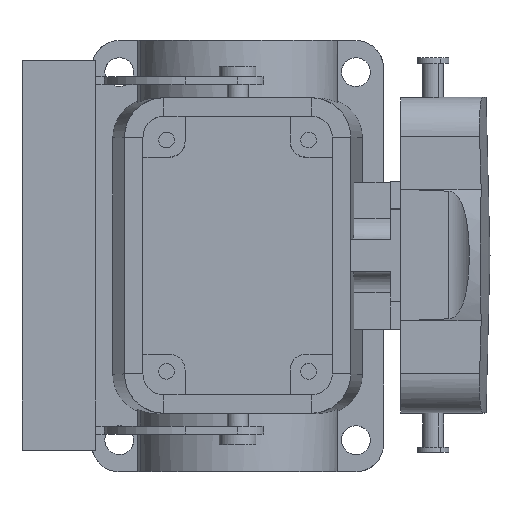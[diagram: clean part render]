
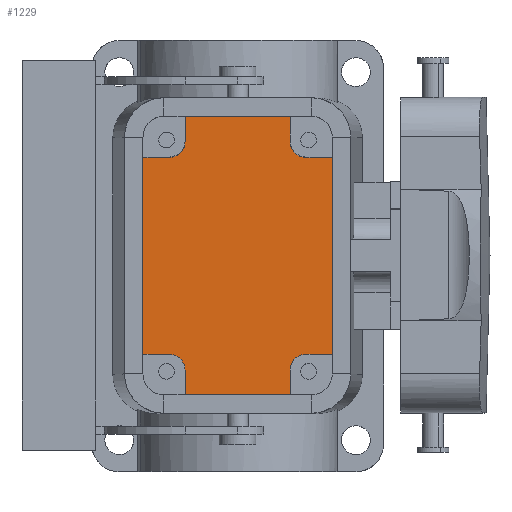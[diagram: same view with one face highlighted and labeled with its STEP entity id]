
A CAD part, top view. The second image highlights one B-rep face of the part: STEP entity #1229.
In plain terms, the highlighted planar face has unit normal (0, 0, 1).
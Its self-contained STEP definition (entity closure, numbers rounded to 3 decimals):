
#1070=AXIS2_PLACEMENT_3D('Plane Axis2P3D',#1067,#1068,#1069) ;
#258=CARTESIAN_POINT('Line Origine',(41.,67.5,5.5)) ;
#262=CARTESIAN_POINT('Vertex',(51.,67.5,5.5)) ;
#264=CARTESIAN_POINT('Vertex',(31.,67.5,5.5)) ;
#1067=CARTESIAN_POINT('Axis2P3D Location',(41.,41.,5.5)) ;
#1073=CARTESIAN_POINT('Control Point',(28.,22.25,5.5)) ;
#1074=CARTESIAN_POINT('Control Point',(28.339,22.25,5.5)) ;
#1075=CARTESIAN_POINT('Control Point',(28.679,22.202,5.5)) ;
#1076=CARTESIAN_POINT('Control Point',(29.009,22.106,5.5)) ;
#1077=CARTESIAN_POINT('Control Point',(29.634,21.823,5.5)) ;
#1078=CARTESIAN_POINT('Control Point',(30.155,21.378,5.5)) ;
#1079=CARTESIAN_POINT('Control Point',(30.383,21.12,5.5)) ;
#1080=CARTESIAN_POINT('Control Point',(30.717,20.611,5.5)) ;
#1081=CARTESIAN_POINT('Control Point',(30.913,20.037,5.5)) ;
#1082=CARTESIAN_POINT('Control Point',(30.971,19.777,5.5)) ;
#1083=CARTESIAN_POINT('Control Point',(31.,19.514,5.5)) ;
#1084=CARTESIAN_POINT('Control Point',(31.,19.25,5.5)) ;
#1085=CARTESIAN_POINT('Vertex',(31.,19.25,5.5)) ;
#1087=CARTESIAN_POINT('Vertex',(28.,22.25,5.5)) ;
#1090=CARTESIAN_POINT('Line Origine',(31.,16.875,5.5)) ;
#1094=CARTESIAN_POINT('Vertex',(31.,14.5,5.5)) ;
#1097=CARTESIAN_POINT('Line Origine',(41.,14.5,5.5)) ;
#1101=CARTESIAN_POINT('Vertex',(51.,14.5,5.5)) ;
#1104=CARTESIAN_POINT('Line Origine',(51.,16.875,5.5)) ;
#1108=CARTESIAN_POINT('Vertex',(51.,19.25,5.5)) ;
#1112=CARTESIAN_POINT('Control Point',(51.,19.25,5.5)) ;
#1113=CARTESIAN_POINT('Control Point',(51.,19.589,5.5)) ;
#1114=CARTESIAN_POINT('Control Point',(51.048,19.929,5.5)) ;
#1115=CARTESIAN_POINT('Control Point',(51.144,20.259,5.5)) ;
#1116=CARTESIAN_POINT('Control Point',(51.427,20.884,5.5)) ;
#1117=CARTESIAN_POINT('Control Point',(51.872,21.405,5.5)) ;
#1118=CARTESIAN_POINT('Control Point',(52.13,21.633,5.5)) ;
#1119=CARTESIAN_POINT('Control Point',(52.639,21.967,5.5)) ;
#1120=CARTESIAN_POINT('Control Point',(53.213,22.163,5.5)) ;
#1121=CARTESIAN_POINT('Control Point',(53.473,22.221,5.5)) ;
#1122=CARTESIAN_POINT('Control Point',(53.736,22.25,5.5)) ;
#1123=CARTESIAN_POINT('Control Point',(54.,22.25,5.5)) ;
#1124=CARTESIAN_POINT('Vertex',(54.,22.25,5.5)) ;
#1127=CARTESIAN_POINT('Line Origine',(56.5,22.25,5.5)) ;
#1131=CARTESIAN_POINT('Vertex',(59.,22.25,5.5)) ;
#1134=CARTESIAN_POINT('Line Origine',(59.,41.,5.5)) ;
#1138=CARTESIAN_POINT('Vertex',(59.,59.75,5.5)) ;
#1141=CARTESIAN_POINT('Line Origine',(56.5,59.75,5.5)) ;
#1145=CARTESIAN_POINT('Vertex',(54.,59.75,5.5)) ;
#1149=CARTESIAN_POINT('Control Point',(54.,59.75,5.5)) ;
#1150=CARTESIAN_POINT('Control Point',(53.661,59.75,5.5)) ;
#1151=CARTESIAN_POINT('Control Point',(53.321,59.798,5.5)) ;
#1152=CARTESIAN_POINT('Control Point',(52.991,59.894,5.5)) ;
#1153=CARTESIAN_POINT('Control Point',(52.366,60.177,5.5)) ;
#1154=CARTESIAN_POINT('Control Point',(51.845,60.622,5.5)) ;
#1155=CARTESIAN_POINT('Control Point',(51.617,60.88,5.5)) ;
#1156=CARTESIAN_POINT('Control Point',(51.283,61.389,5.5)) ;
#1157=CARTESIAN_POINT('Control Point',(51.087,61.963,5.5)) ;
#1158=CARTESIAN_POINT('Control Point',(51.029,62.223,5.5)) ;
#1159=CARTESIAN_POINT('Control Point',(51.,62.486,5.5)) ;
#1160=CARTESIAN_POINT('Control Point',(51.,62.75,5.5)) ;
#1161=CARTESIAN_POINT('Vertex',(51.,62.75,5.5)) ;
#1164=CARTESIAN_POINT('Line Origine',(51.,65.125,5.5)) ;
#1169=CARTESIAN_POINT('Line Origine',(31.,65.125,5.5)) ;
#1173=CARTESIAN_POINT('Vertex',(31.,62.75,5.5)) ;
#1177=CARTESIAN_POINT('Control Point',(31.,62.75,5.5)) ;
#1178=CARTESIAN_POINT('Control Point',(31.,62.411,5.5)) ;
#1179=CARTESIAN_POINT('Control Point',(30.952,62.071,5.5)) ;
#1180=CARTESIAN_POINT('Control Point',(30.856,61.741,5.5)) ;
#1181=CARTESIAN_POINT('Control Point',(30.573,61.116,5.5)) ;
#1182=CARTESIAN_POINT('Control Point',(30.128,60.595,5.5)) ;
#1183=CARTESIAN_POINT('Control Point',(29.87,60.367,5.5)) ;
#1184=CARTESIAN_POINT('Control Point',(29.361,60.033,5.5)) ;
#1185=CARTESIAN_POINT('Control Point',(28.787,59.837,5.5)) ;
#1186=CARTESIAN_POINT('Control Point',(28.527,59.779,5.5)) ;
#1187=CARTESIAN_POINT('Control Point',(28.264,59.75,5.5)) ;
#1188=CARTESIAN_POINT('Control Point',(28.,59.75,5.5)) ;
#1189=CARTESIAN_POINT('Vertex',(28.,59.75,5.5)) ;
#1192=CARTESIAN_POINT('Line Origine',(25.5,59.75,5.5)) ;
#1196=CARTESIAN_POINT('Vertex',(23.,59.75,5.5)) ;
#1199=CARTESIAN_POINT('Line Origine',(23.,41.,5.5)) ;
#1203=CARTESIAN_POINT('Vertex',(23.,22.25,5.5)) ;
#1206=CARTESIAN_POINT('Line Origine',(25.5,22.25,5.5)) ;
#259=DIRECTION('Vector Direction',(-1.,0.,0.)) ;
#1068=DIRECTION('Axis2P3D Direction',(-0.,0.,1.)) ;
#1069=DIRECTION('Axis2P3D XDirection',(0.,-1.,0.)) ;
#1091=DIRECTION('Vector Direction',(0.,-1.,0.)) ;
#1098=DIRECTION('Vector Direction',(1.,0.,0.)) ;
#1105=DIRECTION('Vector Direction',(0.,-1.,0.)) ;
#1128=DIRECTION('Vector Direction',(-1.,0.,0.)) ;
#1135=DIRECTION('Vector Direction',(0.,-1.,0.)) ;
#1142=DIRECTION('Vector Direction',(-1.,0.,0.)) ;
#1165=DIRECTION('Vector Direction',(0.,1.,0.)) ;
#1170=DIRECTION('Vector Direction',(0.,1.,0.)) ;
#1193=DIRECTION('Vector Direction',(1.,0.,0.)) ;
#1200=DIRECTION('Vector Direction',(0.,1.,0.)) ;
#1207=DIRECTION('Vector Direction',(1.,0.,0.)) ;
#260=VECTOR('Line Direction',#259,1.) ;
#1092=VECTOR('Line Direction',#1091,1.) ;
#1099=VECTOR('Line Direction',#1098,1.) ;
#1106=VECTOR('Line Direction',#1105,1.) ;
#1129=VECTOR('Line Direction',#1128,1.) ;
#1136=VECTOR('Line Direction',#1135,1.) ;
#1143=VECTOR('Line Direction',#1142,1.) ;
#1166=VECTOR('Line Direction',#1165,1.) ;
#1171=VECTOR('Line Direction',#1170,1.) ;
#1194=VECTOR('Line Direction',#1193,1.) ;
#1201=VECTOR('Line Direction',#1200,1.) ;
#1208=VECTOR('Line Direction',#1207,1.) ;
#1212=ORIENTED_EDGE('',*,*,#1089,.F.) ;
#1213=ORIENTED_EDGE('',*,*,#1096,.T.) ;
#1214=ORIENTED_EDGE('',*,*,#1103,.T.) ;
#1215=ORIENTED_EDGE('',*,*,#1110,.F.) ;
#1216=ORIENTED_EDGE('',*,*,#1126,.F.) ;
#1217=ORIENTED_EDGE('',*,*,#1133,.F.) ;
#1218=ORIENTED_EDGE('',*,*,#1140,.T.) ;
#1219=ORIENTED_EDGE('',*,*,#1147,.T.) ;
#1220=ORIENTED_EDGE('',*,*,#1163,.F.) ;
#1221=ORIENTED_EDGE('',*,*,#1168,.T.) ;
#1222=ORIENTED_EDGE('',*,*,#266,.T.) ;
#1223=ORIENTED_EDGE('',*,*,#1175,.F.) ;
#1224=ORIENTED_EDGE('',*,*,#1191,.F.) ;
#1225=ORIENTED_EDGE('',*,*,#1198,.F.) ;
#1226=ORIENTED_EDGE('',*,*,#1205,.T.) ;
#1227=ORIENTED_EDGE('',*,*,#1210,.T.) ;
#1229=ADVANCED_FACE('Housing',(#1228),#1071,.T.) ;
#1072=B_SPLINE_CURVE_WITH_KNOTS('',5,(#1073,#1074,#1075,#1076,#1077,#1078,#1079,#1080,#1081,#1082,#1083,#1084),.UNSPECIFIED.,.F.,.U.,(6,3,3,6),(0.,2.4,4.8,6.664),.UNSPECIFIED.) ;
#1111=B_SPLINE_CURVE_WITH_KNOTS('',5,(#1112,#1113,#1114,#1115,#1116,#1117,#1118,#1119,#1120,#1121,#1122,#1123),.UNSPECIFIED.,.F.,.U.,(6,3,3,6),(0.,2.4,4.8,6.664),.UNSPECIFIED.) ;
#1148=B_SPLINE_CURVE_WITH_KNOTS('',5,(#1149,#1150,#1151,#1152,#1153,#1154,#1155,#1156,#1157,#1158,#1159,#1160),.UNSPECIFIED.,.F.,.U.,(6,3,3,6),(0.,2.4,4.8,6.664),.UNSPECIFIED.) ;
#1176=B_SPLINE_CURVE_WITH_KNOTS('',5,(#1177,#1178,#1179,#1180,#1181,#1182,#1183,#1184,#1185,#1186,#1187,#1188),.UNSPECIFIED.,.F.,.U.,(6,3,3,6),(0.,2.4,4.8,6.664),.UNSPECIFIED.) ;
#266=EDGE_CURVE('',#263,#265,#261,.T.) ;
#1089=EDGE_CURVE('',#1086,#1088,#1072,.F.) ;
#1096=EDGE_CURVE('',#1086,#1095,#1093,.T.) ;
#1103=EDGE_CURVE('',#1095,#1102,#1100,.T.) ;
#1110=EDGE_CURVE('',#1109,#1102,#1107,.T.) ;
#1126=EDGE_CURVE('',#1125,#1109,#1111,.F.) ;
#1133=EDGE_CURVE('',#1132,#1125,#1130,.T.) ;
#1140=EDGE_CURVE('',#1132,#1139,#1137,.F.) ;
#1147=EDGE_CURVE('',#1139,#1146,#1144,.T.) ;
#1163=EDGE_CURVE('',#1162,#1146,#1148,.F.) ;
#1168=EDGE_CURVE('',#1162,#263,#1167,.T.) ;
#1175=EDGE_CURVE('',#1174,#265,#1172,.T.) ;
#1191=EDGE_CURVE('',#1190,#1174,#1176,.F.) ;
#1198=EDGE_CURVE('',#1197,#1190,#1195,.T.) ;
#1205=EDGE_CURVE('',#1197,#1204,#1202,.F.) ;
#1210=EDGE_CURVE('',#1204,#1088,#1209,.T.) ;
#1211=EDGE_LOOP('',(#1212,#1213,#1214,#1215,#1216,#1217,#1218,#1219,#1220,#1221,#1222,#1223,#1224,#1225,#1226,#1227)) ;
#1228=FACE_OUTER_BOUND('',#1211,.T.) ;
#261=LINE('Line',#258,#260) ;
#1093=LINE('Line',#1090,#1092) ;
#1100=LINE('Line',#1097,#1099) ;
#1107=LINE('Line',#1104,#1106) ;
#1130=LINE('Line',#1127,#1129) ;
#1137=LINE('Line',#1134,#1136) ;
#1144=LINE('Line',#1141,#1143) ;
#1167=LINE('Line',#1164,#1166) ;
#1172=LINE('Line',#1169,#1171) ;
#1195=LINE('Line',#1192,#1194) ;
#1202=LINE('Line',#1199,#1201) ;
#1209=LINE('Line',#1206,#1208) ;
#1071=PLANE('',#1070) ;
#263=VERTEX_POINT('',#262) ;
#265=VERTEX_POINT('',#264) ;
#1086=VERTEX_POINT('',#1085) ;
#1088=VERTEX_POINT('',#1087) ;
#1095=VERTEX_POINT('',#1094) ;
#1102=VERTEX_POINT('',#1101) ;
#1109=VERTEX_POINT('',#1108) ;
#1125=VERTEX_POINT('',#1124) ;
#1132=VERTEX_POINT('',#1131) ;
#1139=VERTEX_POINT('',#1138) ;
#1146=VERTEX_POINT('',#1145) ;
#1162=VERTEX_POINT('',#1161) ;
#1174=VERTEX_POINT('',#1173) ;
#1190=VERTEX_POINT('',#1189) ;
#1197=VERTEX_POINT('',#1196) ;
#1204=VERTEX_POINT('',#1203) ;
